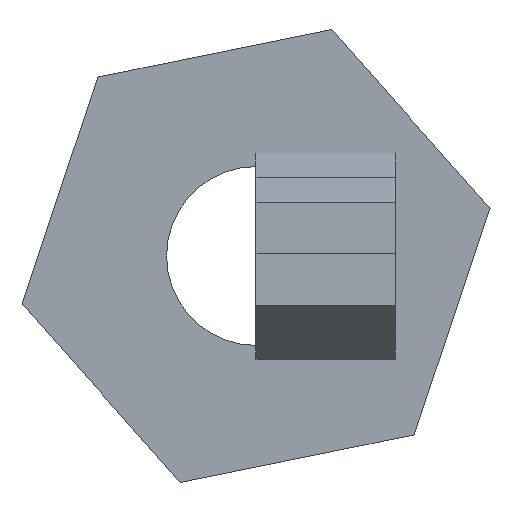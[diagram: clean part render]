
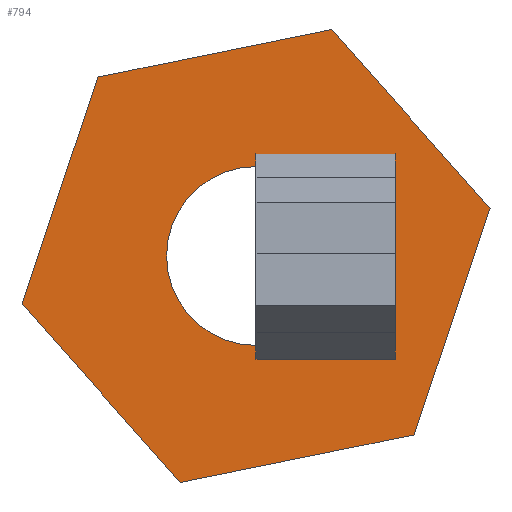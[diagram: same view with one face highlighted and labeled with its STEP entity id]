
A CAD part, front view. The second image highlights one B-rep face of the part: STEP entity #794.
In plain terms, the highlighted planar face has unit normal (0, -1, 0).
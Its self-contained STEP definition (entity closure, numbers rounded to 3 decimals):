
#12 = EDGE_CURVE ( 'NONE', #30, #1083, #714, .T. ) ;
#14 = CARTESIAN_POINT ( 'NONE',  ( 7.959, 0., -9. ) ) ;
#23 = DIRECTION ( 'NONE',  ( -0.317, 0., -0.948 ) ) ;
#30 = VERTEX_POINT ( 'NONE', #1106 ) ;
#32 = DIRECTION ( 'NONE',  ( 0.662, 0., -0.749 ) ) ;
#39 = EDGE_CURVE ( 'NONE', #1083, #30, #201, .T. ) ;
#81 = CARTESIAN_POINT ( 'NONE',  ( -11.774, 0., -2.393 ) ) ;
#82 = VECTOR ( 'NONE', #23, 1000. ) ;
#93 = VERTEX_POINT ( 'NONE', #1107 ) ;
#141 = ORIENTED_EDGE ( 'NONE', *, *, #1104, .F. ) ;
#179 = CARTESIAN_POINT ( 'NONE',  ( -7.959, 0., 9. ) ) ;
#182 = VECTOR ( 'NONE', #1297, 1000. ) ;
#199 = DIRECTION ( 'NONE',  ( 0., 1., 0. ) ) ;
#201 = CIRCLE ( 'NONE', #234, 4.5 ) ;
#234 = AXIS2_PLACEMENT_3D ( 'NONE', #810, #199, #1002 ) ;
#242 = ORIENTED_EDGE ( 'NONE', *, *, #1116, .F. ) ;
#243 = EDGE_CURVE ( 'NONE', #824, #1124, #372, .T. ) ;
#245 = CARTESIAN_POINT ( 'NONE',  ( -7.959, 0., 9. ) ) ;
#250 = VECTOR ( 'NONE', #1030, 1000. ) ;
#252 = PLANE ( 'NONE',  #893 ) ;
#270 = ORIENTED_EDGE ( 'NONE', *, *, #12, .T. ) ;
#277 = LINE ( 'NONE', #957, #370 ) ;
#296 = ORIENTED_EDGE ( 'NONE', *, *, #1213, .F. ) ;
#342 = DIRECTION ( 'NONE',  ( 0., 1., 0. ) ) ;
#365 = VERTEX_POINT ( 'NONE', #1275 ) ;
#370 = VECTOR ( 'NONE', #32, 1000. ) ;
#372 = LINE ( 'NONE', #245, #1038 ) ;
#403 = CARTESIAN_POINT ( 'NONE',  ( 0., 0., -4.5 ) ) ;
#406 = EDGE_CURVE ( 'NONE', #93, #824, #1251, .T. ) ;
#435 = CARTESIAN_POINT ( 'NONE',  ( 0., 0., 0. ) ) ;
#440 = VECTOR ( 'NONE', #1068, 1000. ) ;
#463 = EDGE_LOOP ( 'NONE', ( #938, #141, #242, #296, #1244, #1130 ) ) ;
#489 = LINE ( 'NONE', #520, #82 ) ;
#504 = EDGE_CURVE ( 'NONE', #365, #93, #676, .T. ) ;
#520 = CARTESIAN_POINT ( 'NONE',  ( 11.774, 0., 2.393 ) ) ;
#579 = DIRECTION ( 'NONE',  ( 0., 0., 1. ) ) ;
#584 = CARTESIAN_POINT ( 'NONE',  ( -3.815, 0., -11.393 ) ) ;
#609 = AXIS2_PLACEMENT_3D ( 'NONE', #901, #910, #579 ) ;
#674 = CARTESIAN_POINT ( 'NONE',  ( 11.774, 0., 2.393 ) ) ;
#676 = LINE ( 'NONE', #584, #182 ) ;
#693 = LINE ( 'NONE', #14, #250 ) ;
#708 = FACE_BOUND ( 'NONE', #1160, .T. ) ;
#711 = CARTESIAN_POINT ( 'NONE',  ( 3.815, 0., 11.393 ) ) ;
#714 = CIRCLE ( 'NONE', #609, 4.5 ) ;
#751 = DIRECTION ( 'NONE',  ( 0., 0., 1. ) ) ;
#794 = ADVANCED_FACE ( 'NONE', ( #708, #1222 ), #252, .F. ) ;
#810 = CARTESIAN_POINT ( 'NONE',  ( 0., 0., 0. ) ) ;
#823 = VERTEX_POINT ( 'NONE', #674 ) ;
#824 = VERTEX_POINT ( 'NONE', #179 ) ;
#893 = AXIS2_PLACEMENT_3D ( 'NONE', #435, #342, #751 ) ;
#901 = CARTESIAN_POINT ( 'NONE',  ( 0., 0., 0. ) ) ;
#910 = DIRECTION ( 'NONE',  ( 0., 1., 0. ) ) ;
#938 = ORIENTED_EDGE ( 'NONE', *, *, #504, .F. ) ;
#954 = ORIENTED_EDGE ( 'NONE', *, *, #39, .T. ) ;
#957 = CARTESIAN_POINT ( 'NONE',  ( 3.815, 0., 11.393 ) ) ;
#1002 = DIRECTION ( 'NONE',  ( 0., 0., 1. ) ) ;
#1030 = DIRECTION ( 'NONE',  ( -0.98, 0., -0.199 ) ) ;
#1034 = CARTESIAN_POINT ( 'NONE',  ( 7.959, 0., -9. ) ) ;
#1038 = VECTOR ( 'NONE', #1061, 1000. ) ;
#1061 = DIRECTION ( 'NONE',  ( 0.98, 0., 0.199 ) ) ;
#1068 = DIRECTION ( 'NONE',  ( 0.317, 0., 0.948 ) ) ;
#1083 = VERTEX_POINT ( 'NONE', #403 ) ;
#1104 = EDGE_CURVE ( 'NONE', #1143, #365, #693, .T. ) ;
#1106 = CARTESIAN_POINT ( 'NONE',  ( 0., 0., 4.5 ) ) ;
#1107 = CARTESIAN_POINT ( 'NONE',  ( -11.774, 0., -2.393 ) ) ;
#1116 = EDGE_CURVE ( 'NONE', #823, #1143, #489, .T. ) ;
#1124 = VERTEX_POINT ( 'NONE', #711 ) ;
#1130 = ORIENTED_EDGE ( 'NONE', *, *, #406, .F. ) ;
#1143 = VERTEX_POINT ( 'NONE', #1034 ) ;
#1160 = EDGE_LOOP ( 'NONE', ( #270, #954 ) ) ;
#1213 = EDGE_CURVE ( 'NONE', #1124, #823, #277, .T. ) ;
#1222 = FACE_OUTER_BOUND ( 'NONE', #463, .T. ) ;
#1244 = ORIENTED_EDGE ( 'NONE', *, *, #243, .F. ) ;
#1251 = LINE ( 'NONE', #81, #440 ) ;
#1275 = CARTESIAN_POINT ( 'NONE',  ( -3.815, 0., -11.393 ) ) ;
#1297 = DIRECTION ( 'NONE',  ( -0.662, 0., 0.749 ) ) ;
